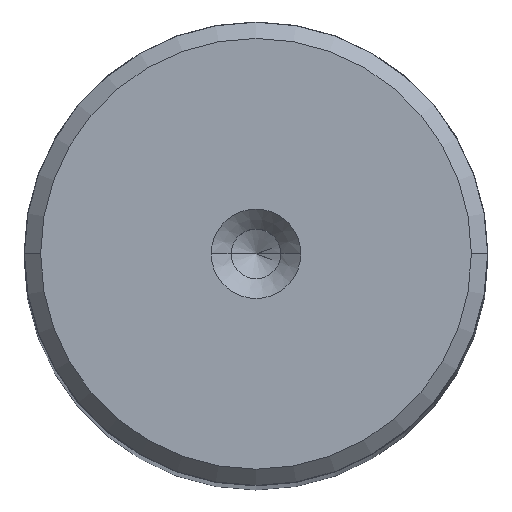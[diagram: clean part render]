
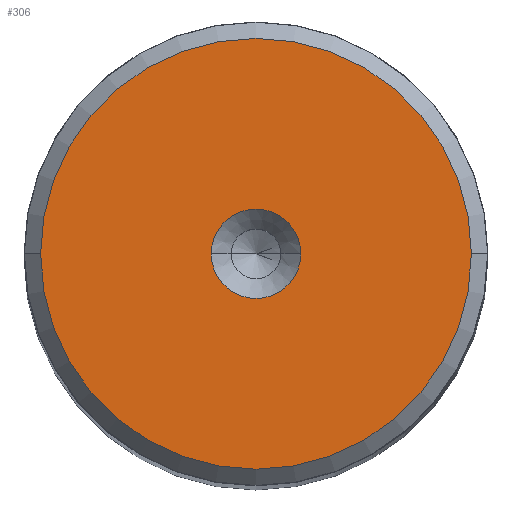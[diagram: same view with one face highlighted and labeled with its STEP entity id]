
A CAD part, top view. The second image highlights one B-rep face of the part: STEP entity #306.
In plain terms, the highlighted planar face has unit normal (0, 0, 1).
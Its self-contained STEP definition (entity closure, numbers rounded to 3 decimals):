
#67 = EDGE_LOOP ( 'NONE', ( #1548, #1694 ) ) ;
#76 = CARTESIAN_POINT ( 'NONE',  ( 0., 0., 150. ) ) ;
#191 = AXIS2_PLACEMENT_3D ( 'NONE', #435, #2104, #1005 ) ;
#265 = FACE_OUTER_BOUND ( 'NONE', #67, .T. ) ;
#270 = AXIS2_PLACEMENT_3D ( 'NONE', #76, #1423, #1037 ) ;
#274 = CARTESIAN_POINT ( 'NONE',  ( 2.7, 0., 150. ) ) ;
#293 = CARTESIAN_POINT ( 'NONE',  ( -13.011, 0., 150. ) ) ;
#306 = ADVANCED_FACE ( 'NONE', ( #1128, #265 ), #1473, .T. ) ;
#435 = CARTESIAN_POINT ( 'NONE',  ( 0., 0., 150. ) ) ;
#451 = VERTEX_POINT ( 'NONE', #274 ) ;
#459 = EDGE_CURVE ( 'NONE', #1491, #451, #1869, .T. ) ;
#723 = CIRCLE ( 'NONE', #191, 13.011 ) ;
#966 = ORIENTED_EDGE ( 'NONE', *, *, #1560, .F. ) ;
#1005 = DIRECTION ( 'NONE',  ( 1., 0., 0. ) ) ;
#1037 = DIRECTION ( 'NONE',  ( 1., 0., 0. ) ) ;
#1044 = CARTESIAN_POINT ( 'NONE',  ( -2.7, 0., 150. ) ) ;
#1105 = AXIS2_PLACEMENT_3D ( 'NONE', #2082, #1674, #1862 ) ;
#1128 = FACE_BOUND ( 'NONE', #2241, .T. ) ;
#1135 = DIRECTION ( 'NONE',  ( 0., 0., 1. ) ) ;
#1226 = DIRECTION ( 'NONE',  ( 0., 0., 1. ) ) ;
#1353 = EDGE_CURVE ( 'NONE', #2182, #2174, #723, .T. ) ;
#1423 = DIRECTION ( 'NONE',  ( 0., 0., 1. ) ) ;
#1473 = PLANE ( 'NONE',  #1562 ) ;
#1491 = VERTEX_POINT ( 'NONE', #1044 ) ;
#1527 = CARTESIAN_POINT ( 'NONE',  ( 0., 0., 150. ) ) ;
#1548 = ORIENTED_EDGE ( 'NONE', *, *, #1353, .T. ) ;
#1560 = EDGE_CURVE ( 'NONE', #451, #1491, #2203, .T. ) ;
#1562 = AXIS2_PLACEMENT_3D ( 'NONE', #1527, #1135, #2467 ) ;
#1576 = AXIS2_PLACEMENT_3D ( 'NONE', #2201, #1226, #1792 ) ;
#1674 = DIRECTION ( 'NONE',  ( 0., 0., 1. ) ) ;
#1694 = ORIENTED_EDGE ( 'NONE', *, *, #2452, .T. ) ;
#1792 = DIRECTION ( 'NONE',  ( 1., 0., 0. ) ) ;
#1862 = DIRECTION ( 'NONE',  ( 1., 0., 0. ) ) ;
#1869 = CIRCLE ( 'NONE', #1576, 2.7 ) ;
#1871 = ORIENTED_EDGE ( 'NONE', *, *, #459, .F. ) ;
#2082 = CARTESIAN_POINT ( 'NONE',  ( 0., 0., 150. ) ) ;
#2104 = DIRECTION ( 'NONE',  ( 0., 0., 1. ) ) ;
#2174 = VERTEX_POINT ( 'NONE', #2235 ) ;
#2182 = VERTEX_POINT ( 'NONE', #293 ) ;
#2201 = CARTESIAN_POINT ( 'NONE',  ( 0., 0., 150. ) ) ;
#2203 = CIRCLE ( 'NONE', #270, 2.7 ) ;
#2235 = CARTESIAN_POINT ( 'NONE',  ( 13.011, 0., 150. ) ) ;
#2241 = EDGE_LOOP ( 'NONE', ( #966, #1871 ) ) ;
#2349 = CIRCLE ( 'NONE', #1105, 13.011 ) ;
#2452 = EDGE_CURVE ( 'NONE', #2174, #2182, #2349, .T. ) ;
#2467 = DIRECTION ( 'NONE',  ( 1., 0., 0. ) ) ;
